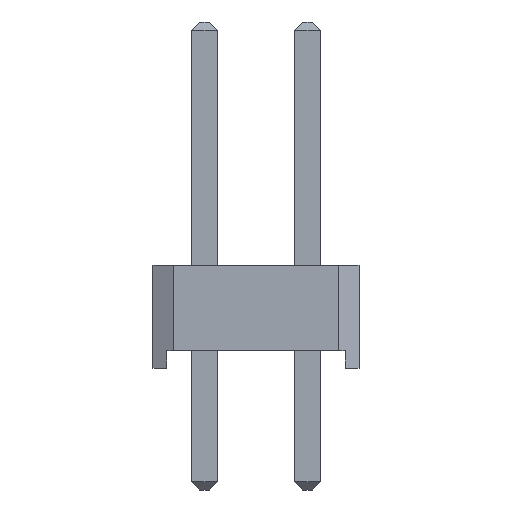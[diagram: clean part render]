
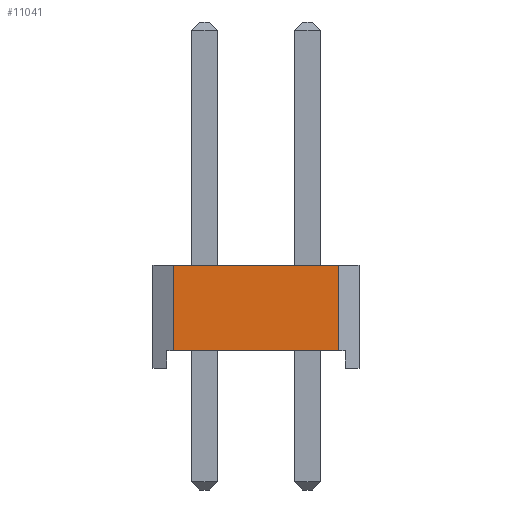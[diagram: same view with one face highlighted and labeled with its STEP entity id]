
A CAD part, front view. The second image highlights one B-rep face of the part: STEP entity #11041.
In plain terms, the highlighted face is planar.
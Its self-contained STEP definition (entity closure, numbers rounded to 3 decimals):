
#428=ORIENTED_EDGE('',*,*,#2540,.T.);
#429=ORIENTED_EDGE('',*,*,#2396,.T.);
#430=ORIENTED_EDGE('',*,*,#2541,.F.);
#431=ORIENTED_EDGE('',*,*,#2469,.F.);
#2396=EDGE_CURVE('',#3502,#3503,#4186,.T.);
#2469=EDGE_CURVE('',#3524,#3525,#4259,.T.);
#2540=EDGE_CURVE('',#3524,#3502,#4330,.T.);
#2541=EDGE_CURVE('',#3525,#3503,#4331,.T.);
#3502=VERTEX_POINT('',#14297);
#3503=VERTEX_POINT('',#14298);
#3524=VERTEX_POINT('',#14411);
#3525=VERTEX_POINT('',#14413);
#4186=LINE('',#14296,#5292);
#4259=LINE('',#14412,#5365);
#4330=LINE('',#14525,#5436);
#4331=LINE('',#14526,#5437);
#5292=VECTOR('',#12140,1000.);
#5365=VECTOR('',#12253,1000.);
#5436=VECTOR('',#12366,1000.);
#5437=VECTOR('',#12367,1000.);
#6319=EDGE_LOOP('',(#428,#429,#430,#431));
#6823=FACE_BOUND('',#6319,.T.);
#7327=PLANE('',#11512);
#11041=ADVANCED_FACE('',(#6823),#7327,.F.);
#11512=AXIS2_PLACEMENT_3D('',#14524,#12364,#12365);
#12140=DIRECTION('',(0.,1.,0.));
#12253=DIRECTION('',(0.,1.,0.));
#12364=DIRECTION('',(-1.,0.,0.));
#12365=DIRECTION('',(0.,0.,1.));
#12366=DIRECTION('',(0.,0.,-1.));
#12367=DIRECTION('',(0.,0.,-1.));
#14296=CARTESIAN_POINT('',(12.7,0.,-3.31));
#14297=CARTESIAN_POINT('',(12.7,-0.832,-3.31));
#14298=CARTESIAN_POINT('',(12.7,1.27,-3.31));
#14411=CARTESIAN_POINT('',(12.7,-0.832,0.77));
#14412=CARTESIAN_POINT('',(12.7,0.,0.77));
#14413=CARTESIAN_POINT('',(12.7,1.27,0.77));
#14524=CARTESIAN_POINT('',(12.7,0.,0.));
#14525=CARTESIAN_POINT('',(12.7,-0.832,0.93));
#14526=CARTESIAN_POINT('',(12.7,1.27,1.27));
